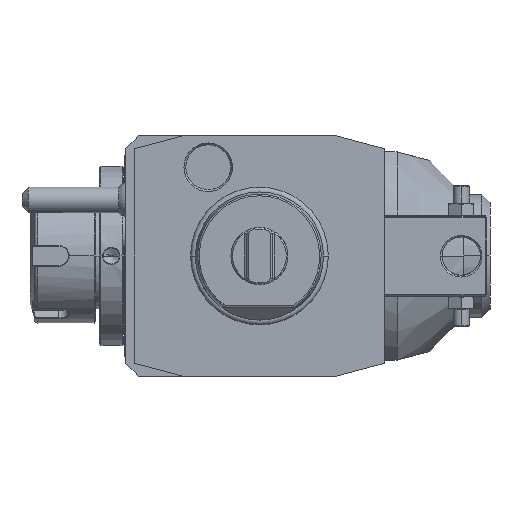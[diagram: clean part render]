
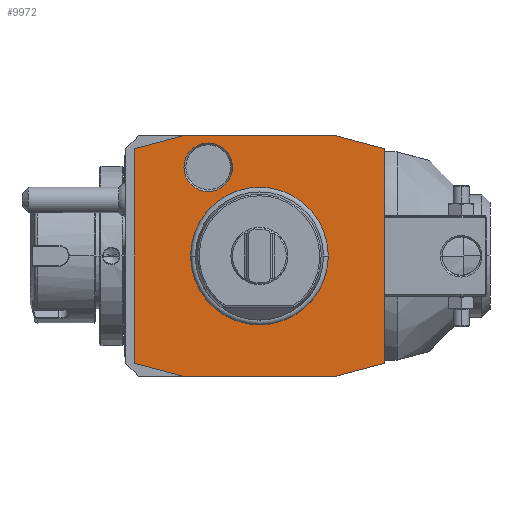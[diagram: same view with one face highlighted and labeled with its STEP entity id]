
A CAD part, front view. The second image highlights one B-rep face of the part: STEP entity #9972.
In plain terms, the highlighted planar face has unit normal (0, -1, 0).
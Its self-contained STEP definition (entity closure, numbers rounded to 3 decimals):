
#1=DIRECTION('',(-0.966,0.,0.259));
#2=VECTOR('',#1,15.529);
#3=CARTESIAN_POINT('',(39.,0.,33.481));
#4=LINE('',#3,#2);
#5=DIRECTION('',(0.,0.,1.));
#6=VECTOR('',#5,66.962);
#7=CARTESIAN_POINT('',(39.,0.,-33.481));
#8=LINE('',#7,#6);
#9=DIRECTION('',(0.966,0.,0.259));
#10=VECTOR('',#9,15.529);
#11=CARTESIAN_POINT('',(24.,0.,-37.5));
#12=LINE('',#11,#10);
#13=DIRECTION('',(1.,0.,0.));
#14=VECTOR('',#13,48.);
#15=CARTESIAN_POINT('',(-24.,0.,-37.5));
#16=LINE('',#15,#14);
#17=DIRECTION('',(0.966,0.,-0.259));
#18=VECTOR('',#17,15.529);
#19=CARTESIAN_POINT('',(-39.,0.,-33.481));
#20=LINE('',#19,#18);
#21=DIRECTION('',(0.,0.,-1.));
#22=VECTOR('',#21,66.962);
#23=CARTESIAN_POINT('',(-39.,0.,33.481));
#24=LINE('',#23,#22);
#25=DIRECTION('',(-0.966,0.,-0.259));
#26=VECTOR('',#25,15.529);
#27=CARTESIAN_POINT('',(-24.,0.,37.5));
#28=LINE('',#27,#26);
#29=DIRECTION('',(-1.,0.,0.));
#30=VECTOR('',#29,48.);
#31=CARTESIAN_POINT('',(24.,0.,37.5));
#32=LINE('',#31,#30);
#33=CARTESIAN_POINT('',(-16.,0.,27.713));
#34=DIRECTION('',(0.,1.,0.));
#35=DIRECTION('',(-1.,0.,0.));
#36=AXIS2_PLACEMENT_3D('',#33,#34,#35);
#38=CARTESIAN_POINT('',(-16.,0.,27.713));
#39=DIRECTION('',(0.,1.,0.));
#40=DIRECTION('',(1.,0.,0.));
#41=AXIS2_PLACEMENT_3D('',#38,#39,#40);
#7406=CARTESIAN_POINT('',(0.,0.,0.));
#7407=DIRECTION('',(0.,-1.,0.));
#7408=DIRECTION('',(1.,0.,0.));
#7409=AXIS2_PLACEMENT_3D('',#7406,#7407,#7408);
#7411=CARTESIAN_POINT('',(0.,0.,0.));
#7412=DIRECTION('',(0.,-1.,0.));
#7413=DIRECTION('',(-1.,0.,0.));
#7414=AXIS2_PLACEMENT_3D('',#7411,#7412,#7413);
#8961=CARTESIAN_POINT('',(-23.577,0.,
27.713));
#8962=CARTESIAN_POINT('',(-8.423,0.,
27.713));
#8963=VERTEX_POINT('',#8961);
#8964=VERTEX_POINT('',#8962);
#9746=CARTESIAN_POINT('',(39.,0.,33.481));
#9747=CARTESIAN_POINT('',(24.,0.,37.5));
#9748=VERTEX_POINT('',#9746);
#9749=VERTEX_POINT('',#9747);
#9750=CARTESIAN_POINT('',(-24.,0.,37.5));
#9751=VERTEX_POINT('',#9750);
#9752=CARTESIAN_POINT('',(-39.,0.,33.481));
#9753=VERTEX_POINT('',#9752);
#9754=CARTESIAN_POINT('',(-39.,0.,-33.481));
#9755=VERTEX_POINT('',#9754);
#9756=CARTESIAN_POINT('',(-24.,0.,-37.5));
#9757=VERTEX_POINT('',#9756);
#9758=CARTESIAN_POINT('',(24.,0.,-37.5));
#9759=VERTEX_POINT('',#9758);
#9760=CARTESIAN_POINT('',(39.,0.,-33.481));
#9761=VERTEX_POINT('',#9760);
#9805=CARTESIAN_POINT('',(21.137,0.,0.));
#9806=CARTESIAN_POINT('',(-21.137,0.,0.));
#9807=VERTEX_POINT('',#9805);
#9808=VERTEX_POINT('',#9806);
#9937=CARTESIAN_POINT('',(0.,0.,0.));
#9938=DIRECTION('',(0.,-1.,0.));
#9939=DIRECTION('',(-1.,0.,0.));
#9940=AXIS2_PLACEMENT_3D('',#9937,#9938,#9939);
#9941=PLANE('',#9940);
#9943=ORIENTED_EDGE('',*,*,#9942,.F.);
#9945=ORIENTED_EDGE('',*,*,#9944,.F.);
#9947=ORIENTED_EDGE('',*,*,#9946,.F.);
#9949=ORIENTED_EDGE('',*,*,#9948,.F.);
#9951=ORIENTED_EDGE('',*,*,#9950,.F.);
#9953=ORIENTED_EDGE('',*,*,#9952,.F.);
#9955=ORIENTED_EDGE('',*,*,#9954,.F.);
#9957=ORIENTED_EDGE('',*,*,#9956,.F.);
#9958=EDGE_LOOP('',(#9943,#9945,#9947,#9949,#9951,#9953,#9955,#9957));
#9959=FACE_OUTER_BOUND('',#9958,.F.);
#9961=ORIENTED_EDGE('',*,*,#9960,.T.);
#9963=ORIENTED_EDGE('',*,*,#9962,.T.);
#9964=EDGE_LOOP('',(#9961,#9963));
#9965=FACE_BOUND('',#9964,.F.);
#9967=ORIENTED_EDGE('',*,*,#9966,.F.);
#9969=ORIENTED_EDGE('',*,*,#9968,.F.);
#9970=EDGE_LOOP('',(#9967,#9969));
#9971=FACE_BOUND('',#9970,.F.);
#37=CIRCLE('',#36,7.577);
#42=CIRCLE('',#41,7.577);
#7410=CIRCLE('',#7409,21.137);
#7415=CIRCLE('',#7414,21.137);
#9942=EDGE_CURVE('',#9748,#9749,#4,.T.);
#9944=EDGE_CURVE('',#9761,#9748,#8,.T.);
#9946=EDGE_CURVE('',#9759,#9761,#12,.T.);
#9948=EDGE_CURVE('',#9757,#9759,#16,.T.);
#9950=EDGE_CURVE('',#9755,#9757,#20,.T.);
#9952=EDGE_CURVE('',#9753,#9755,#24,.T.);
#9954=EDGE_CURVE('',#9751,#9753,#28,.T.);
#9956=EDGE_CURVE('',#9749,#9751,#32,.T.);
#9960=EDGE_CURVE('',#9807,#9808,#7410,.T.);
#9962=EDGE_CURVE('',#9808,#9807,#7415,.T.);
#9966=EDGE_CURVE('',#8963,#8964,#37,.T.);
#9968=EDGE_CURVE('',#8964,#8963,#42,.T.);
#9972=ADVANCED_FACE('',(#9959,#9965,#9971),#9941,.T.);
